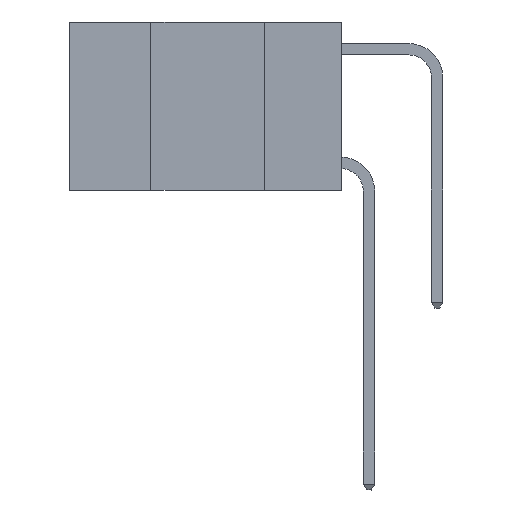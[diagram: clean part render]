
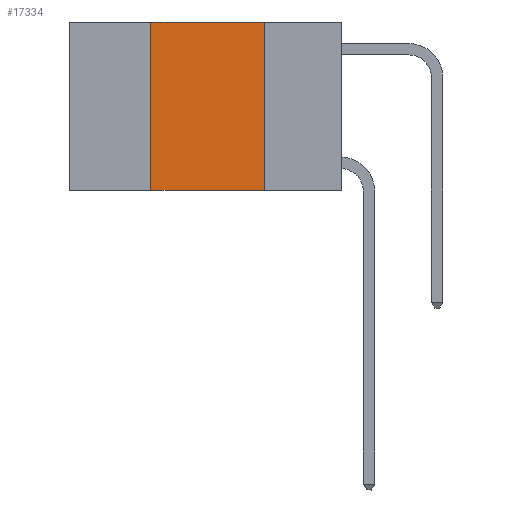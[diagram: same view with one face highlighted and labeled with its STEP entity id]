
A CAD part, left-side view. The second image highlights one B-rep face of the part: STEP entity #17334.
In plain terms, the highlighted planar face has unit normal (-1, 0, 0).
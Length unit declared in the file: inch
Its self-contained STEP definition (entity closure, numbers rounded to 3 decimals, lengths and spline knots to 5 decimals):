
#364 = DIRECTION ( 'NONE',  ( 0., -1., 0. ) ) ;
#497 = DIRECTION ( 'NONE',  ( 0., 0., -1. ) ) ;
#643 = DIRECTION ( 'NONE',  ( 1., 0., 0. ) ) ;
#948 = VERTEX_POINT ( 'NONE', #13839 ) ;
#1612 = VERTEX_POINT ( 'NONE', #3665 ) ;
#1743 = EDGE_CURVE ( 'NONE', #12016, #1612, #8231, .T. ) ;
#1898 = CARTESIAN_POINT ( 'NONE',  ( 0., 0.17, -0.37 ) ) ;
#2254 = AXIS2_PLACEMENT_3D ( 'NONE', #17277, #643, #12402 ) ;
#2358 = DIRECTION ( 'NONE',  ( 0., 0., 1. ) ) ;
#2410 = VECTOR ( 'NONE', #497, 39.37008 ) ;
#2462 = EDGE_CURVE ( 'NONE', #948, #7176, #4521, .T. ) ;
#3665 = CARTESIAN_POINT ( 'NONE',  ( 0., 0.42, 0. ) ) ;
#4521 = LINE ( 'NONE', #11369, #2410 ) ;
#5012 = FACE_OUTER_BOUND ( 'NONE', #9699, .T. ) ;
#6964 = EDGE_CURVE ( 'NONE', #1612, #948, #19688, .T. ) ;
#7176 = VERTEX_POINT ( 'NONE', #1898 ) ;
#7746 = VECTOR ( 'NONE', #364, 39.37008 ) ;
#8231 = LINE ( 'NONE', #20256, #8765 ) ;
#8758 = CARTESIAN_POINT ( 'NONE',  ( 0., 0.6, -0.37 ) ) ;
#8765 = VECTOR ( 'NONE', #2358, 39.37008 ) ;
#9699 = EDGE_LOOP ( 'NONE', ( #20130, #20491, #17588, #18610 ) ) ;
#10916 = VECTOR ( 'NONE', #11407, 39.37008 ) ;
#11369 = CARTESIAN_POINT ( 'NONE',  ( 0., 0.17, 0. ) ) ;
#11395 = CARTESIAN_POINT ( 'NONE',  ( 0., 0.42, -0.37 ) ) ;
#11407 = DIRECTION ( 'NONE',  ( 0., -1., 0. ) ) ;
#11620 = EDGE_CURVE ( 'NONE', #12016, #7176, #21510, .T. ) ;
#12016 = VERTEX_POINT ( 'NONE', #11395 ) ;
#12044 = PLANE ( 'NONE',  #2254 ) ;
#12402 = DIRECTION ( 'NONE',  ( 0., 0., -1. ) ) ;
#13839 = CARTESIAN_POINT ( 'NONE',  ( 0., 0.17, 0. ) ) ;
#17277 = CARTESIAN_POINT ( 'NONE',  ( 0., 0.6, 0. ) ) ;
#17334 = ADVANCED_FACE ( 'NONE', ( #5012 ), #12044, .F. ) ;
#17588 = ORIENTED_EDGE ( 'NONE', *, *, #1743, .F. ) ;
#17955 = CARTESIAN_POINT ( 'NONE',  ( 0., 0.6, 0. ) ) ;
#18610 = ORIENTED_EDGE ( 'NONE', *, *, #11620, .T. ) ;
#19688 = LINE ( 'NONE', #17955, #10916 ) ;
#20130 = ORIENTED_EDGE ( 'NONE', *, *, #2462, .F. ) ;
#20256 = CARTESIAN_POINT ( 'NONE',  ( 0., 0.42, 0. ) ) ;
#20491 = ORIENTED_EDGE ( 'NONE', *, *, #6964, .F. ) ;
#21510 = LINE ( 'NONE', #8758, #7746 ) ;
